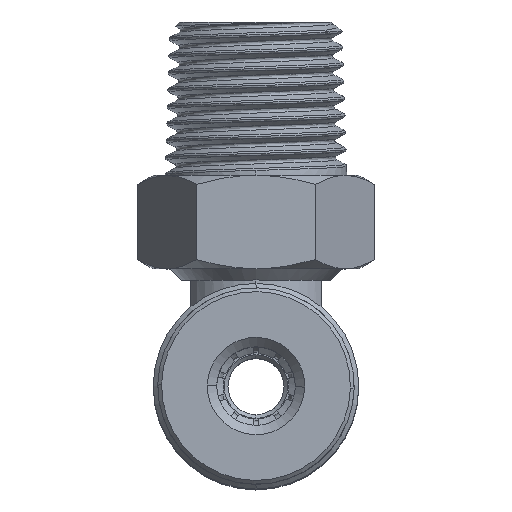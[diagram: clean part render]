
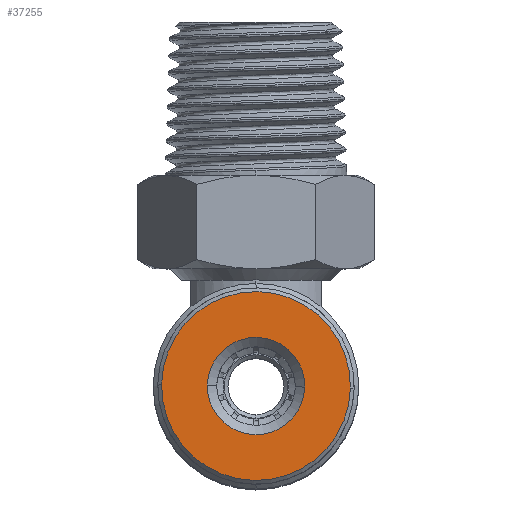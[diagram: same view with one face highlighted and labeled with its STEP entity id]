
A CAD part, top view. The second image highlights one B-rep face of the part: STEP entity #37255.
In plain terms, the highlighted planar face has unit normal (0, 0, 1).
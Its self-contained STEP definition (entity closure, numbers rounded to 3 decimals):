
#1359 = DIRECTION ( 'NONE',  ( 0., 0., 1. ) ) ;
#2960 = ORIENTED_EDGE ( 'NONE', *, *, #20546, .T. ) ;
#3520 = CIRCLE ( 'NONE', #27691, 2.6 ) ;
#5830 = CARTESIAN_POINT ( 'NONE',  ( 0., 0., 14.49 ) ) ;
#6322 = CIRCLE ( 'NONE', #37577, 5.05 ) ;
#8987 = DIRECTION ( 'NONE',  ( -1., 0.021, 0. ) ) ;
#10690 = CARTESIAN_POINT ( 'NONE',  ( 0., 0., 14.49 ) ) ;
#10767 = PLANE ( 'NONE',  #28073 ) ;
#10898 = DIRECTION ( 'NONE',  ( 0., 0., 1. ) ) ;
#12025 = CARTESIAN_POINT ( 'NONE',  ( -2.599, 0.054, 14.49 ) ) ;
#12113 = DIRECTION ( 'NONE',  ( 0., 0., -1. ) ) ;
#12131 = EDGE_CURVE ( 'NONE', #15204, #33225, #27753, .T. ) ;
#12577 = EDGE_CURVE ( 'NONE', #38735, #17698, #18062, .T. ) ;
#12616 = AXIS2_PLACEMENT_3D ( 'NONE', #5830, #27466, #8987 ) ;
#13782 = DIRECTION ( 'NONE',  ( -1., 0.021, 0. ) ) ;
#14332 = EDGE_CURVE ( 'NONE', #33225, #15204, #3520, .T. ) ;
#15204 = VERTEX_POINT ( 'NONE', #12025 ) ;
#17698 = VERTEX_POINT ( 'NONE', #30420 ) ;
#18062 = CIRCLE ( 'NONE', #12616, 5.05 ) ;
#19466 = ORIENTED_EDGE ( 'NONE', *, *, #12577, .T. ) ;
#19997 = CARTESIAN_POINT ( 'NONE',  ( 0., 0., 14.49 ) ) ;
#20432 = EDGE_LOOP ( 'NONE', ( #27253, #35763 ) ) ;
#20546 = EDGE_CURVE ( 'NONE', #17698, #38735, #6322, .T. ) ;
#23126 = DIRECTION ( 'NONE',  ( -1., 0.021, 0. ) ) ;
#27253 = ORIENTED_EDGE ( 'NONE', *, *, #12131, .T. ) ;
#27466 = DIRECTION ( 'NONE',  ( 0., 0., 1. ) ) ;
#27691 = AXIS2_PLACEMENT_3D ( 'NONE', #10690, #32201, #13782 ) ;
#27737 = CARTESIAN_POINT ( 'NONE',  ( 5.049, -0.106, 14.49 ) ) ;
#27753 = CIRCLE ( 'NONE', #38223, 2.6 ) ;
#28073 = AXIS2_PLACEMENT_3D ( 'NONE', #29339, #10898, #32394 ) ;
#29339 = CARTESIAN_POINT ( 'NONE',  ( 0., 0., 14.49 ) ) ;
#30420 = CARTESIAN_POINT ( 'NONE',  ( -5.049, 0.106, 14.49 ) ) ;
#30552 = CARTESIAN_POINT ( 'NONE',  ( 0., 0., 14.49 ) ) ;
#31584 = FACE_OUTER_BOUND ( 'NONE', #38789, .T. ) ;
#32201 = DIRECTION ( 'NONE',  ( 0., 0., -1. ) ) ;
#32394 = DIRECTION ( 'NONE',  ( -1., 0.021, 0. ) ) ;
#33012 = CARTESIAN_POINT ( 'NONE',  ( 2.599, -0.054, 14.49 ) ) ;
#33225 = VERTEX_POINT ( 'NONE', #33012 ) ;
#33573 = DIRECTION ( 'NONE',  ( -1., 0.021, 0. ) ) ;
#35763 = ORIENTED_EDGE ( 'NONE', *, *, #14332, .T. ) ;
#37255 = ADVANCED_FACE ( 'NONE', ( #38679, #31584 ), #10767, .T. ) ;
#37577 = AXIS2_PLACEMENT_3D ( 'NONE', #19997, #1359, #23126 ) ;
#38223 = AXIS2_PLACEMENT_3D ( 'NONE', #30552, #12113, #33573 ) ;
#38679 = FACE_BOUND ( 'NONE', #20432, .T. ) ;
#38735 = VERTEX_POINT ( 'NONE', #27737 ) ;
#38789 = EDGE_LOOP ( 'NONE', ( #19466, #2960 ) ) ;
